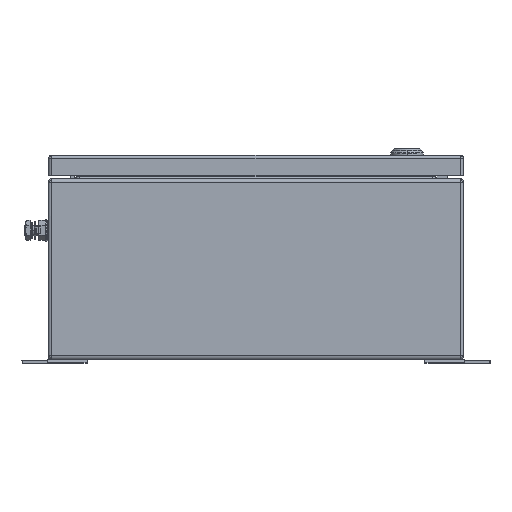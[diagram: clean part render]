
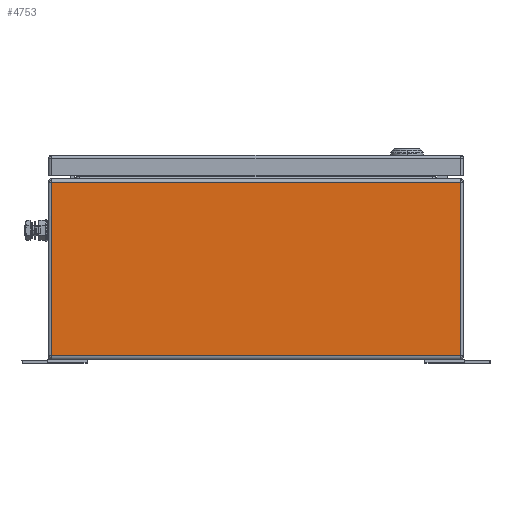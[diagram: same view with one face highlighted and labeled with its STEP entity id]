
A CAD part, front view. The second image highlights one B-rep face of the part: STEP entity #4753.
In plain terms, the highlighted planar face has unit normal (0, -1, 0).
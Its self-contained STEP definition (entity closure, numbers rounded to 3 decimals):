
#4726=AXIS2_PLACEMENT_3D('Plane Axis2P3D',#4723,#4724,#4725) ;
#4116=CARTESIAN_POINT('Vertex',(428.5,0.,176.5)) ;
#4126=CARTESIAN_POINT('Vertex',(28.5,0.,176.5)) ;
#4129=CARTESIAN_POINT('Line Origine',(228.5,0.,176.5)) ;
#4723=CARTESIAN_POINT('Axis2P3D Location',(431.5,0.,180.5)) ;
#4728=CARTESIAN_POINT('Line Origine',(28.5,0.,92.)) ;
#4732=CARTESIAN_POINT('Vertex',(28.5,0.,7.5)) ;
#4735=CARTESIAN_POINT('Line Origine',(228.5,0.,7.5)) ;
#4739=CARTESIAN_POINT('Vertex',(428.5,0.,7.5)) ;
#4742=CARTESIAN_POINT('Line Origine',(428.5,0.,92.)) ;
#4130=DIRECTION('Vector Direction',(1.,0.,0.)) ;
#4724=DIRECTION('Axis2P3D Direction',(0.,1.,0.)) ;
#4725=DIRECTION('Axis2P3D XDirection',(-1.,0.,0.)) ;
#4729=DIRECTION('Vector Direction',(0.,0.,-1.)) ;
#4736=DIRECTION('Vector Direction',(1.,0.,0.)) ;
#4743=DIRECTION('Vector Direction',(0.,0.,1.)) ;
#4131=VECTOR('Line Direction',#4130,1.) ;
#4730=VECTOR('Line Direction',#4729,1.) ;
#4737=VECTOR('Line Direction',#4736,1.) ;
#4744=VECTOR('Line Direction',#4743,1.) ;
#4748=ORIENTED_EDGE('',*,*,#4734,.T.) ;
#4749=ORIENTED_EDGE('',*,*,#4741,.T.) ;
#4750=ORIENTED_EDGE('',*,*,#4746,.T.) ;
#4751=ORIENTED_EDGE('',*,*,#4133,.T.) ;
#4753=ADVANCED_FACE('51372_ASM_GH_KTB_QL_XXXxXXXxXXX_YGP_S3D-1/51372_GH_KTB_QL_XXXxXXXxXXX_YGP_S3D_S3D-1-solid1',(#4752),#4727,.F.) ;
#4133=EDGE_CURVE('',#4117,#4127,#4132,.F.) ;
#4734=EDGE_CURVE('',#4127,#4733,#4731,.T.) ;
#4741=EDGE_CURVE('',#4733,#4740,#4738,.T.) ;
#4746=EDGE_CURVE('',#4740,#4117,#4745,.T.) ;
#4747=EDGE_LOOP('',(#4748,#4749,#4750,#4751)) ;
#4752=FACE_OUTER_BOUND('',#4747,.T.) ;
#4132=LINE('Line',#4129,#4131) ;
#4731=LINE('Line',#4728,#4730) ;
#4738=LINE('Line',#4735,#4737) ;
#4745=LINE('Line',#4742,#4744) ;
#4727=PLANE('',#4726) ;
#4117=VERTEX_POINT('',#4116) ;
#4127=VERTEX_POINT('',#4126) ;
#4733=VERTEX_POINT('',#4732) ;
#4740=VERTEX_POINT('',#4739) ;
